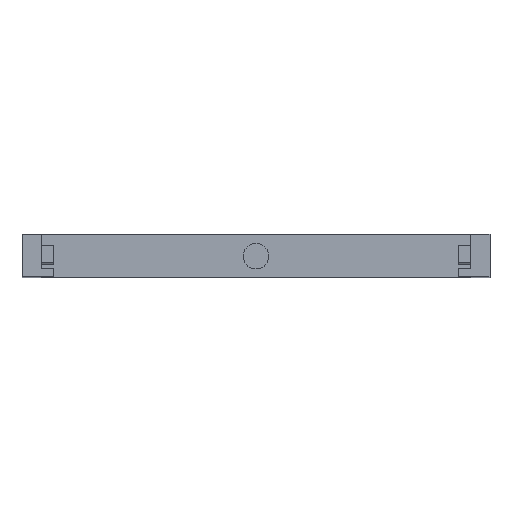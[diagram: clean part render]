
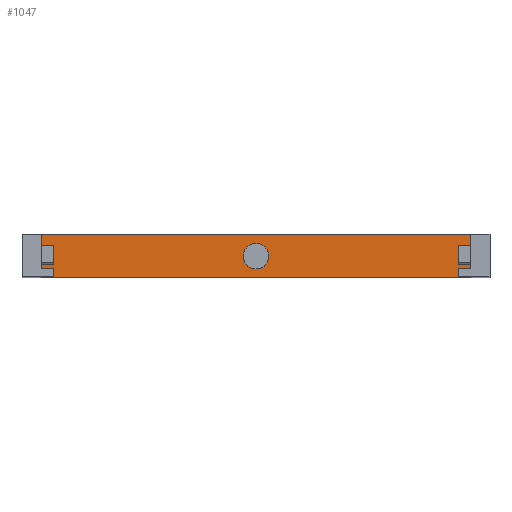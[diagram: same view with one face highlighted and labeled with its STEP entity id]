
A CAD part, top view. The second image highlights one B-rep face of the part: STEP entity #1047.
In plain terms, the highlighted planar face has unit normal (0, 0, 1).
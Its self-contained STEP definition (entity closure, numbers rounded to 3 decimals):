
#84=CARTESIAN_POINT('',(3.,0.,-65.0));
#85=VERTEX_POINT('',#84);
#86=CARTESIAN_POINT('',(0.0,0.,-65.0));
#87=DIRECTION('',(0.0,0.0,-1.0));
#88=DIRECTION('',(-1.0,0.0,0.0));
#89=AXIS2_PLACEMENT_3D('',#86,#87,#88);
#90=CIRCLE('',#89,3.);
#91=EDGE_CURVE('',#85,#85,#90,.T.);
#198=CARTESIAN_POINT('',(47.5,2.4,-65.0));
#199=VERTEX_POINT('',#198);
#206=CARTESIAN_POINT('',(47.5,0.4,-65.0));
#207=VERTEX_POINT('',#206);
#208=CARTESIAN_POINT('',(47.5,2.4,-65.0));
#209=DIRECTION('',(0.0,-1.0,0.0));
#210=VECTOR('',#209,2.);
#211=LINE('',#208,#210);
#212=EDGE_CURVE('',#199,#207,#211,.T.);
#238=CARTESIAN_POINT('',(50.5,2.4,-65.0));
#239=VERTEX_POINT('',#238);
#246=CARTESIAN_POINT('',(50.5,2.4,-65.0));
#247=DIRECTION('',(-1.0,0.0,0.0));
#248=VECTOR('',#247,3.0);
#249=LINE('',#246,#248);
#250=EDGE_CURVE('',#239,#199,#249,.T.);
#452=CARTESIAN_POINT('',(-47.5,0.4,-65.0));
#453=VERTEX_POINT('',#452);
#460=CARTESIAN_POINT('',(-47.5,2.4,-65.0));
#461=VERTEX_POINT('',#460);
#462=CARTESIAN_POINT('',(-47.5,0.4,-65.0));
#463=DIRECTION('',(0.0,1.0,0.0));
#464=VECTOR('',#463,2.);
#465=LINE('',#462,#464);
#466=EDGE_CURVE('',#453,#461,#465,.T.);
#508=CARTESIAN_POINT('',(-50.5,0.4,-65.0));
#509=VERTEX_POINT('',#508);
#516=CARTESIAN_POINT('',(-50.5,0.4,-65.0));
#517=DIRECTION('',(1.0,0.0,0.0));
#518=VECTOR('',#517,3.0);
#519=LINE('',#516,#518);
#520=EDGE_CURVE('',#509,#453,#519,.T.);
#800=CARTESIAN_POINT('',(50.5,0.4,-65.0));
#801=VERTEX_POINT('',#800);
#808=CARTESIAN_POINT('',(50.5,-5.,-65.0));
#809=VERTEX_POINT('',#808);
#810=CARTESIAN_POINT('',(50.5,0.4,-65.0));
#811=DIRECTION('',(0.0,-1.0,0.0));
#812=VECTOR('',#811,5.4);
#813=LINE('',#810,#812);
#814=EDGE_CURVE('',#801,#809,#813,.T.);
#832=CARTESIAN_POINT('',(50.5,5.,-65.0));
#833=VERTEX_POINT('',#832);
#840=CARTESIAN_POINT('',(50.5,5.,-65.0));
#841=DIRECTION('',(0.0,-1.0,0.0));
#842=VECTOR('',#841,2.6);
#843=LINE('',#840,#842);
#844=EDGE_CURVE('',#833,#239,#843,.T.);
#882=CARTESIAN_POINT('',(-50.5,5.,-65.0));
#883=VERTEX_POINT('',#882);
#890=CARTESIAN_POINT('',(-50.5,5.,-65.0));
#891=DIRECTION('',(1.0,0.0,0.0));
#892=VECTOR('',#891,101.);
#893=LINE('',#890,#892);
#894=EDGE_CURVE('',#883,#833,#893,.T.);
#913=CARTESIAN_POINT('',(-50.5,2.4,-65.0));
#914=VERTEX_POINT('',#913);
#921=CARTESIAN_POINT('',(-50.5,2.4,-65.0));
#922=DIRECTION('',(0.0,1.0,0.0));
#923=VECTOR('',#922,2.6);
#924=LINE('',#921,#923);
#925=EDGE_CURVE('',#914,#883,#924,.T.);
#945=CARTESIAN_POINT('',(-50.5,-5.,-65.0));
#946=VERTEX_POINT('',#945);
#953=CARTESIAN_POINT('',(-50.5,-5.,-65.0));
#954=DIRECTION('',(0.0,1.0,0.0));
#955=VECTOR('',#954,5.4);
#956=LINE('',#953,#955);
#957=EDGE_CURVE('',#946,#509,#956,.T.);
#1010=CARTESIAN_POINT('',(0.,0.,-65.0));
#1011=DIRECTION('',(0.0,0.0,1.0));
#1012=DIRECTION('',(1.0,0.0,0.0));
#1013=AXIS2_PLACEMENT_3D('',#1010,#1011,#1012);
#1014=PLANE('',#1013);
#1015=ORIENTED_EDGE('',*,*,#957,.F.);
#1016=CARTESIAN_POINT('',(50.5,-5.,-65.0));
#1017=DIRECTION('',(-1.0,0.0,0.0));
#1018=VECTOR('',#1017,101.);
#1019=LINE('',#1016,#1018);
#1020=EDGE_CURVE('',#809,#946,#1019,.T.);
#1021=ORIENTED_EDGE('',*,*,#1020,.F.);
#1022=ORIENTED_EDGE('',*,*,#814,.F.);
#1023=CARTESIAN_POINT('',(47.5,0.4,-65.0));
#1024=DIRECTION('',(1.0,0.0,0.0));
#1025=VECTOR('',#1024,3.0);
#1026=LINE('',#1023,#1025);
#1027=EDGE_CURVE('',#207,#801,#1026,.T.);
#1028=ORIENTED_EDGE('',*,*,#1027,.F.);
#1029=ORIENTED_EDGE('',*,*,#212,.F.);
#1030=ORIENTED_EDGE('',*,*,#250,.F.);
#1031=ORIENTED_EDGE('',*,*,#844,.F.);
#1032=ORIENTED_EDGE('',*,*,#894,.F.);
#1033=ORIENTED_EDGE('',*,*,#925,.F.);
#1034=CARTESIAN_POINT('',(-47.5,2.4,-65.0));
#1035=DIRECTION('',(-1.0,0.0,0.0));
#1036=VECTOR('',#1035,3.0);
#1037=LINE('',#1034,#1036);
#1038=EDGE_CURVE('',#461,#914,#1037,.T.);
#1039=ORIENTED_EDGE('',*,*,#1038,.F.);
#1040=ORIENTED_EDGE('',*,*,#466,.F.);
#1041=ORIENTED_EDGE('',*,*,#520,.F.);
#1042=EDGE_LOOP('',(#1015,#1021,#1022,#1028,#1029,#1030,#1031,#1032,#1033,#1039,#1040,#1041));
#1043=FACE_OUTER_BOUND('',#1042,.T.);
#1044=ORIENTED_EDGE('',*,*,#91,.T.);
#1045=EDGE_LOOP('',(#1044));
#1046=FACE_BOUND('',#1045,.T.);
#1047=ADVANCED_FACE('',(#1043,#1046),#1014,.T.);
